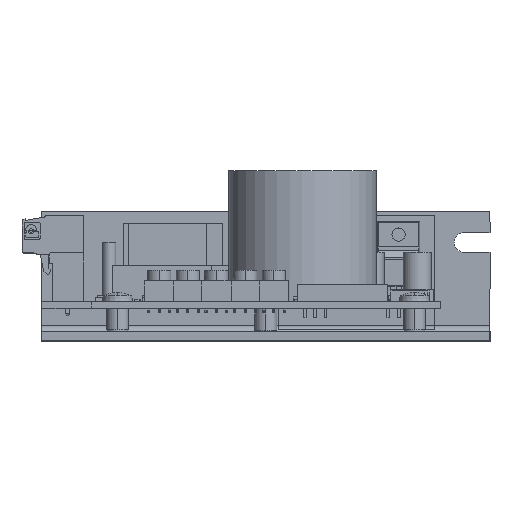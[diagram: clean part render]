
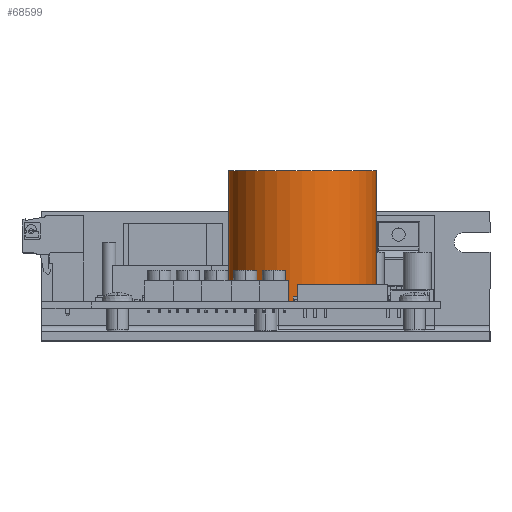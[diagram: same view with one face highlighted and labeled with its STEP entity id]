
A CAD part, top view. The second image highlights one B-rep face of the part: STEP entity #68599.
In plain terms, the highlighted cylindrical face has radius 18.034 mm (diameter 36.068 mm), a partial arc.
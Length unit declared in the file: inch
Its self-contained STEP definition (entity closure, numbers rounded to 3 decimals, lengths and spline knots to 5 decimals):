
#384 = ORIENTED_EDGE ( 'NONE', *, *, #20882, .T. ) ;
#895 = CARTESIAN_POINT ( 'NONE',  ( 5.21, 3.9, 0.064 ) ) ;
#3755 = EDGE_CURVE ( 'NONE', #50935, #30347, #92340, .T. ) ;
#12508 = DIRECTION ( 'NONE',  ( 0., 0., -1. ) ) ;
#15029 = CYLINDRICAL_SURFACE ( 'NONE', #63772, 0.71 ) ;
#20396 = VERTEX_POINT ( 'NONE', #33205 ) ;
#20882 = EDGE_CURVE ( 'NONE', #27925, #20396, #59606, .T. ) ;
#21811 = VECTOR ( 'NONE', #59830, 39.37008 ) ;
#27925 = VERTEX_POINT ( 'NONE', #46860 ) ;
#30347 = VERTEX_POINT ( 'NONE', #895 ) ;
#30525 = CARTESIAN_POINT ( 'NONE',  ( 4.5, 3.9, 1.324 ) ) ;
#33205 = CARTESIAN_POINT ( 'NONE',  ( 3.79, 3.9, 0.064 ) ) ;
#35531 = VECTOR ( 'NONE', #53611, 39.37008 ) ;
#37329 = ORIENTED_EDGE ( 'NONE', *, *, #40147, .F. ) ;
#37583 = DIRECTION ( 'NONE',  ( 0., 0., 1. ) ) ;
#37657 = DIRECTION ( 'NONE',  ( 1., 0., 0. ) ) ;
#40070 = AXIS2_PLACEMENT_3D ( 'NONE', #80217, #37583, #87412 ) ;
#40147 = EDGE_CURVE ( 'NONE', #27925, #50935, #66053, .T. ) ;
#45537 = CARTESIAN_POINT ( 'NONE',  ( 3.79, 3.9, 1.324 ) ) ;
#46457 = CARTESIAN_POINT ( 'NONE',  ( 5.21, 3.9, 1.324 ) ) ;
#46860 = CARTESIAN_POINT ( 'NONE',  ( 3.79, 3.9, 1.324 ) ) ;
#50935 = VERTEX_POINT ( 'NONE', #88496 ) ;
#53237 = ORIENTED_EDGE ( 'NONE', *, *, #3755, .F. ) ;
#53611 = DIRECTION ( 'NONE',  ( 0., 0., -1. ) ) ;
#59606 = LINE ( 'NONE', #45537, #21811 ) ;
#59658 = AXIS2_PLACEMENT_3D ( 'NONE', #30525, #80302, #37657 ) ;
#59830 = DIRECTION ( 'NONE',  ( 0., 0., -1. ) ) ;
#63772 = AXIS2_PLACEMENT_3D ( 'NONE', #83427, #12508, #90598 ) ;
#66053 = CIRCLE ( 'NONE', #59658, 0.71 ) ;
#68599 = ADVANCED_FACE ( 'NONE', ( #71795 ), #15029, .T. ) ;
#70591 = EDGE_CURVE ( 'NONE', #20396, #30347, #72519, .T. ) ;
#71566 = ORIENTED_EDGE ( 'NONE', *, *, #70591, .T. ) ;
#71795 = FACE_OUTER_BOUND ( 'NONE', #79267, .T. ) ;
#72519 = CIRCLE ( 'NONE', #40070, 0.71 ) ;
#79267 = EDGE_LOOP ( 'NONE', ( #53237, #37329, #384, #71566 ) ) ;
#80217 = CARTESIAN_POINT ( 'NONE',  ( 4.5, 3.9, 0.064 ) ) ;
#80302 = DIRECTION ( 'NONE',  ( 0., 0., 1. ) ) ;
#83427 = CARTESIAN_POINT ( 'NONE',  ( 4.5, 3.9, 1.324 ) ) ;
#87412 = DIRECTION ( 'NONE',  ( 1., 0., 0. ) ) ;
#88496 = CARTESIAN_POINT ( 'NONE',  ( 5.21, 3.9, 1.324 ) ) ;
#90598 = DIRECTION ( 'NONE',  ( -1., 0., 0. ) ) ;
#92340 = LINE ( 'NONE', #46457, #35531 ) ;
